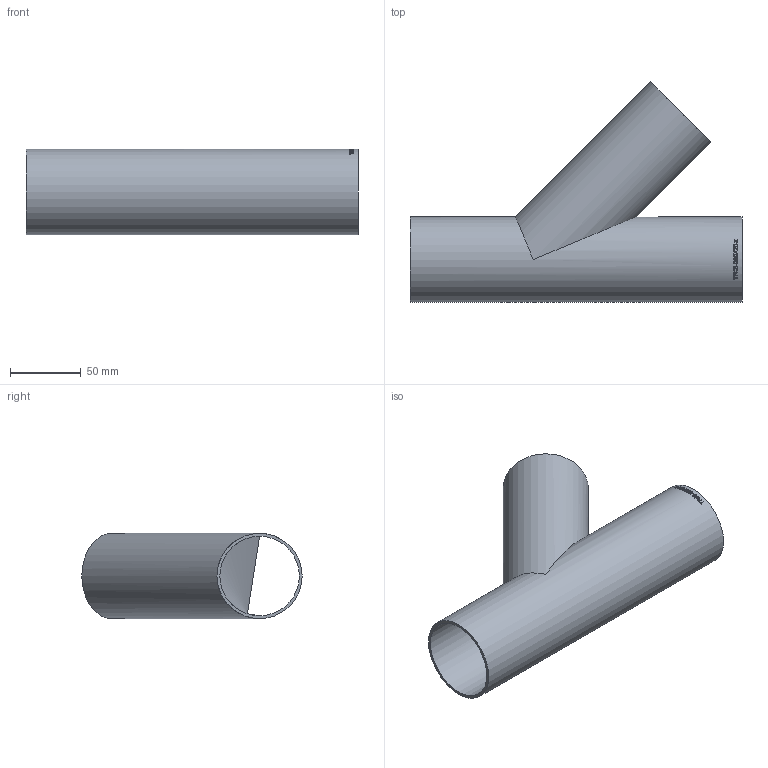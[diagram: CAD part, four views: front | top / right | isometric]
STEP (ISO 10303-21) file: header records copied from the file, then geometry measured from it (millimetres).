
FILE_DESCRIPTION (( 'STEP AP214' ), '1' );
FILE_NAME ('TR45-060X20-x T-Stück 45°geschweisst Ø60,3 L235 1911.STEP', '2019-11-14T14:24:30', ( '' ), ( '' ), 'SwSTEP 2.0', 'SolidWorks 2016', '' );
FILE_SCHEMA (( 'AUTOMOTIVE_DESIGN' ));
Length unit declared in the file: millimetre
Products named in the file (1): TR45-060X20-x T-Stück 45°geschweisst Ø60,3 L235  1911
Bounding box: 235 x 155.97 x 60.3 mm (x, y, z)
Volume: 120974.1 mm3; surface area: 122073.1 mm2
Topology: 1 solids, 1 shells, 182 faces, 489 edges, 326 vertices
Faces by surface type: bspline 104, plane 54, cylinder 24
Full cylindrical faces by diameter (mm): 56.3 x2, 60.3 x2
Entity records: 19368 total; most frequent: CARTESIAN_POINT 13894, ORIENTED_EDGE 950, EDGE_CURVE 475, DIRECTION 370, B_SPLINE_CURVE_WITH_KNOTS 327, VERTEX_POINT 320, EDGE_LOOP 209, FACE_OUTER_BOUND 185
